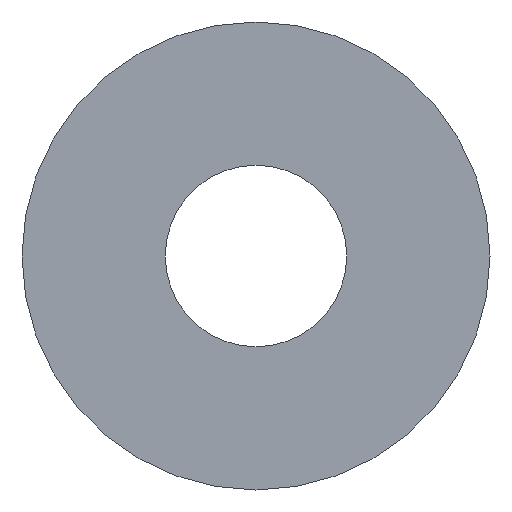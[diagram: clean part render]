
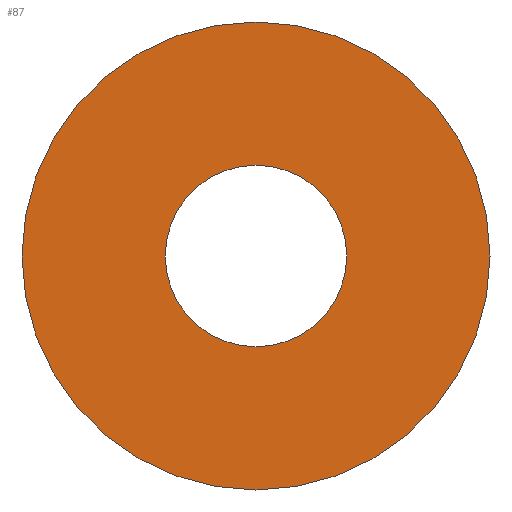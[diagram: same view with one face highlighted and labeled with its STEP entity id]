
A CAD part, front view. The second image highlights one B-rep face of the part: STEP entity #87.
In plain terms, the highlighted planar face has unit normal (0, -1, 0).
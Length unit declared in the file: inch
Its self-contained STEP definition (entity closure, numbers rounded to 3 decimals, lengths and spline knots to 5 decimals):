
#15=FACE_BOUND('',#26,.T.);
#17=PLANE('',#117);
#20=FACE_OUTER_BOUND('',#25,.T.);
#25=EDGE_LOOP('',(#68,#69));
#26=EDGE_LOOP('',(#70,#71));
#32=CIRCLE('',#110,0.25);
#33=CIRCLE('',#111,0.25);
#38=CIRCLE('',#118,0.097);
#39=CIRCLE('',#119,0.097);
#40=VERTEX_POINT('',#151);
#41=VERTEX_POINT('',#152);
#46=VERTEX_POINT('',#166);
#47=VERTEX_POINT('',#167);
#48=EDGE_CURVE('',#40,#41,#32,.T.);
#49=EDGE_CURVE('',#41,#40,#33,.T.);
#55=EDGE_CURVE('',#46,#47,#38,.T.);
#56=EDGE_CURVE('',#47,#46,#39,.T.);
#68=ORIENTED_EDGE('',*,*,#48,.T.);
#69=ORIENTED_EDGE('',*,*,#49,.T.);
#70=ORIENTED_EDGE('',*,*,#55,.F.);
#71=ORIENTED_EDGE('',*,*,#56,.F.);
#87=ADVANCED_FACE('',(#20,#15),#17,.T.);
#110=AXIS2_PLACEMENT_3D('',#153,#125,#126);
#111=AXIS2_PLACEMENT_3D('',#154,#127,#128);
#117=AXIS2_PLACEMENT_3D('',#165,#140,#141);
#118=AXIS2_PLACEMENT_3D('',#168,#142,#143);
#119=AXIS2_PLACEMENT_3D('',#169,#144,#145);
#125=DIRECTION('center_axis',(0.,-1.,0.));
#126=DIRECTION('ref_axis',(0.,0.,-1.));
#127=DIRECTION('center_axis',(0.,-1.,0.));
#128=DIRECTION('ref_axis',(0.,0.,-1.));
#140=DIRECTION('center_axis',(0.,-1.,0.));
#141=DIRECTION('ref_axis',(0.,0.,-1.));
#142=DIRECTION('center_axis',(0.,-1.,0.));
#143=DIRECTION('ref_axis',(0.,0.,-1.));
#144=DIRECTION('center_axis',(0.,-1.,0.));
#145=DIRECTION('ref_axis',(0.,0.,-1.));
#151=CARTESIAN_POINT('',(0.,-0.0625,0.25));
#152=CARTESIAN_POINT('',(0.,-0.0625,-0.25));
#153=CARTESIAN_POINT('Origin',(0.,-0.0625,0.));
#154=CARTESIAN_POINT('Origin',(0.,-0.0625,0.));
#165=CARTESIAN_POINT('Origin',(0.,-0.0625,0.));
#166=CARTESIAN_POINT('',(0.,-0.0625,0.097));
#167=CARTESIAN_POINT('',(0.,-0.0625,-0.097));
#168=CARTESIAN_POINT('Origin',(0.,-0.0625,0.));
#169=CARTESIAN_POINT('Origin',(0.,-0.0625,0.));
